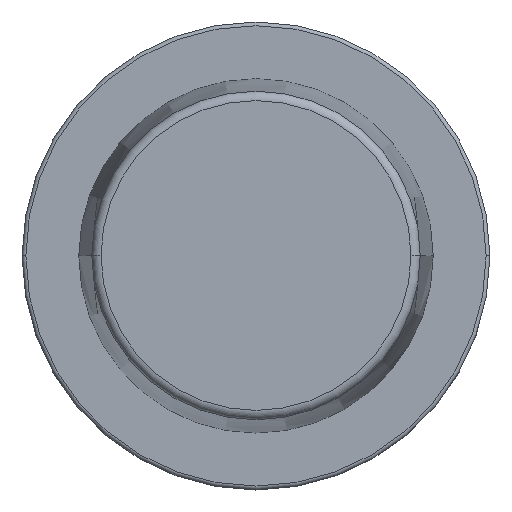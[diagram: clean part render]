
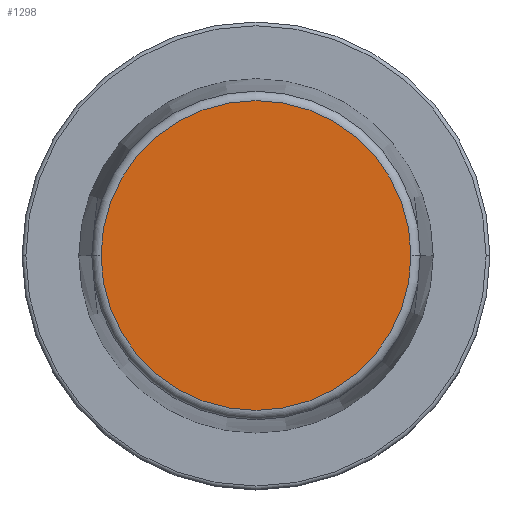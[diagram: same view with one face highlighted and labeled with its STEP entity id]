
A CAD part, top view. The second image highlights one B-rep face of the part: STEP entity #1298.
In plain terms, the highlighted planar face has unit normal (0, 0, 1).
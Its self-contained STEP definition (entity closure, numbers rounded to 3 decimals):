
#7 = AXIS2_PLACEMENT_3D ( 'NONE', #940, #1162, #1172 ) ;
#62 = ORIENTED_EDGE ( 'NONE', *, *, #889, .T. ) ;
#122 = VERTEX_POINT ( 'NONE', #1544 ) ;
#165 = DIRECTION ( 'NONE',  ( 0., 0., 1. ) ) ;
#262 = AXIS2_PLACEMENT_3D ( 'NONE', #834, #438, #444 ) ;
#438 = DIRECTION ( 'NONE',  ( 0., 0., 1. ) ) ;
#444 = DIRECTION ( 'NONE',  ( 1., 0., 0. ) ) ;
#457 = FACE_OUTER_BOUND ( 'NONE', #1491, .T. ) ;
#686 = EDGE_CURVE ( 'NONE', #1528, #122, #1144, .T. ) ;
#834 = CARTESIAN_POINT ( 'NONE',  ( 0., 0., 0. ) ) ;
#889 = EDGE_CURVE ( 'NONE', #122, #1528, #950, .T. ) ;
#897 = CARTESIAN_POINT ( 'NONE',  ( 0., 0., 0. ) ) ;
#940 = CARTESIAN_POINT ( 'NONE',  ( 0., 0., 0. ) ) ;
#950 = CIRCLE ( 'NONE', #262, 33.118 ) ;
#1016 = DIRECTION ( 'NONE',  ( 1., 0., 0. ) ) ;
#1034 = AXIS2_PLACEMENT_3D ( 'NONE', #897, #165, #1016 ) ;
#1111 = PLANE ( 'NONE',  #7 ) ;
#1144 = CIRCLE ( 'NONE', #1034, 33.118 ) ;
#1149 = CARTESIAN_POINT ( 'NONE',  ( -33.118, 0., 0. ) ) ;
#1162 = DIRECTION ( 'NONE',  ( 0., 0., 1. ) ) ;
#1172 = DIRECTION ( 'NONE',  ( 1., 0., 0. ) ) ;
#1298 = ADVANCED_FACE ( 'NONE', ( #457 ), #1111, .T. ) ;
#1333 = ORIENTED_EDGE ( 'NONE', *, *, #686, .T. ) ;
#1491 = EDGE_LOOP ( 'NONE', ( #62, #1333 ) ) ;
#1528 = VERTEX_POINT ( 'NONE', #1149 ) ;
#1544 = CARTESIAN_POINT ( 'NONE',  ( 33.118, 0., 0. ) ) ;
